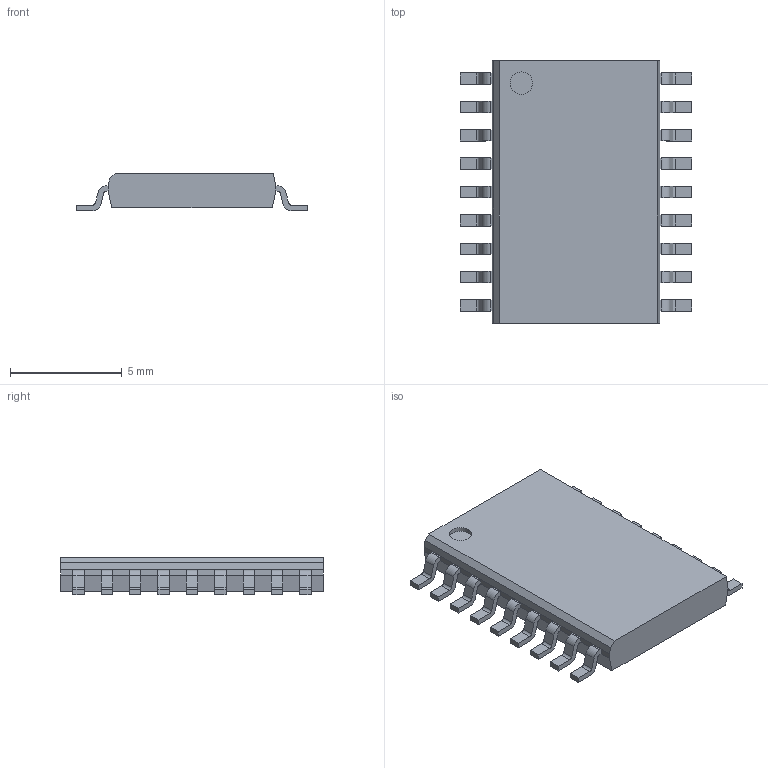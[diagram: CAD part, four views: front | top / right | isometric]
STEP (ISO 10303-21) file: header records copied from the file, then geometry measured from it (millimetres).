
FILE_DESCRIPTION((''),'2;1');
FILE_NAME('SOIC127P1032X265-18N.stp','2012-03-08T14:18:06',(''),(''),'Mechanical Desktop 2011','Mechanical Desktop 2011',', , ');
FILE_SCHEMA(('AUTOMOTIVE_DESIGN { 1 2 10303 214 1 1 1 1 }'));
Length unit declared in the file: millimetre
Products named in the file (1): Product
Bounding box: 10.36 x 11.75 x 1.68 mm (x, y, z)
Volume: 138.7 mm3; surface area: 288.4 mm2
Topology: 19 solids, 19 shells, 266 faces, 681 edges, 454 vertices
Faces by surface type: bspline 126, plane 102, cylinder 38
Entity records: 8535 total; most frequent: CARTESIAN_POINT 2284, ORIENTED_EDGE 1362, DIRECTION 1111, EDGE_CURVE 681, VECTOR 533, LINE 533, VERTEX_POINT 454, AXIS2_PLACEMENT_3D 289
